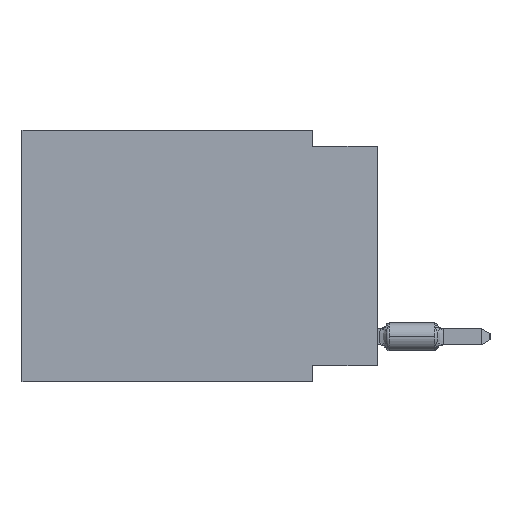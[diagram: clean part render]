
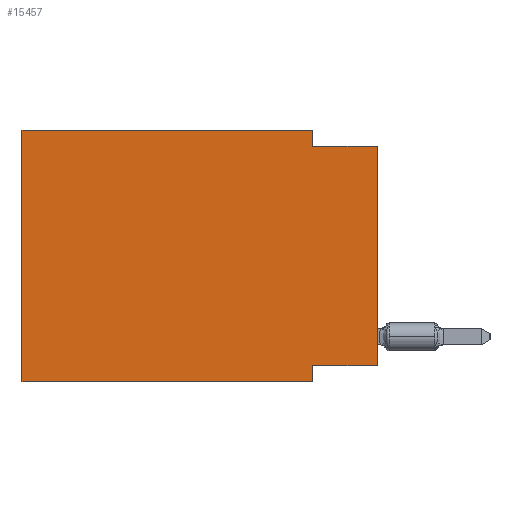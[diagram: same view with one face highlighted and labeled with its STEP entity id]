
A CAD part, left-side view. The second image highlights one B-rep face of the part: STEP entity #15457.
In plain terms, the highlighted planar face has unit normal (-1, 0, 0).
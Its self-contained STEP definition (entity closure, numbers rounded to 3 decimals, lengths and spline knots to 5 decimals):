
#184 = EDGE_CURVE ( 'NONE', #15590, #72710, #18426, .T. ) ;
#492 = DIRECTION ( 'NONE',  ( 0., 0., 1. ) ) ;
#1432 = VECTOR ( 'NONE', #38898, 39.37008 ) ;
#1747 = CARTESIAN_POINT ( 'NONE',  ( 0., 0.55, 0. ) ) ;
#1780 = EDGE_CURVE ( 'NONE', #15590, #61499, #60659, .T. ) ;
#1903 = LINE ( 'NONE', #50883, #60593 ) ;
#3622 = CARTESIAN_POINT ( 'NONE',  ( 0., 0.1, -0.39 ) ) ;
#5269 = DIRECTION ( 'NONE',  ( 0., 0., -1. ) ) ;
#7631 = VECTOR ( 'NONE', #59733, 39.37008 ) ;
#9213 = LINE ( 'NONE', #57772, #56977 ) ;
#10642 = EDGE_CURVE ( 'NONE', #20569, #71517, #35371, .T. ) ;
#11534 = VECTOR ( 'NONE', #492, 39.37008 ) ;
#11746 = CARTESIAN_POINT ( 'NONE',  ( 0., 0.55, -0.39 ) ) ;
#11895 = ORIENTED_EDGE ( 'NONE', *, *, #184, .T. ) ;
#14343 = FACE_OUTER_BOUND ( 'NONE', #27111, .T. ) ;
#15457 = ADVANCED_FACE ( 'NONE', ( #14343 ), #56187, .F. ) ;
#15590 = VERTEX_POINT ( 'NONE', #45006 ) ;
#16084 = CARTESIAN_POINT ( 'NONE',  ( 0., 0.55, 0. ) ) ;
#18426 = LINE ( 'NONE', #11746, #1432 ) ;
#19173 = LINE ( 'NONE', #80680, #7631 ) ;
#20569 = VERTEX_POINT ( 'NONE', #72015 ) ;
#22975 = VECTOR ( 'NONE', #28697, 39.37008 ) ;
#26238 = VECTOR ( 'NONE', #34729, 39.37008 ) ;
#27111 = EDGE_LOOP ( 'NONE', ( #51788, #64190, #64928, #45333, #48690, #11895, #42051, #44198 ) ) ;
#28697 = DIRECTION ( 'NONE',  ( 0., -1., 0. ) ) ;
#34729 = DIRECTION ( 'NONE',  ( 0., -1., 0. ) ) ;
#35371 = LINE ( 'NONE', #62593, #22975 ) ;
#36993 = AXIS2_PLACEMENT_3D ( 'NONE', #16084, #62882, #49496 ) ;
#38898 = DIRECTION ( 'NONE',  ( 0., -1., 0. ) ) ;
#41287 = CARTESIAN_POINT ( 'NONE',  ( 0., 0.1, 0. ) ) ;
#42051 = ORIENTED_EDGE ( 'NONE', *, *, #59797, .F. ) ;
#43497 = DIRECTION ( 'NONE',  ( 0., 1., 0. ) ) ;
#44198 = ORIENTED_EDGE ( 'NONE', *, *, #68757, .F. ) ;
#45006 = CARTESIAN_POINT ( 'NONE',  ( 0., 0.55, -0.39 ) ) ;
#45333 = ORIENTED_EDGE ( 'NONE', *, *, #73716, .F. ) ;
#46636 = VERTEX_POINT ( 'NONE', #68092 ) ;
#47151 = CARTESIAN_POINT ( 'NONE',  ( 0., 0.55, 0. ) ) ;
#48690 = ORIENTED_EDGE ( 'NONE', *, *, #1780, .F. ) ;
#49108 = CARTESIAN_POINT ( 'NONE',  ( 0., 0.1, 0. ) ) ;
#49375 = VECTOR ( 'NONE', #5269, 39.37008 ) ;
#49496 = DIRECTION ( 'NONE',  ( 0., 0., -1. ) ) ;
#49948 = CARTESIAN_POINT ( 'NONE',  ( 0., 0., -0.025 ) ) ;
#50883 = CARTESIAN_POINT ( 'NONE',  ( 0., 0., 0. ) ) ;
#51788 = ORIENTED_EDGE ( 'NONE', *, *, #64393, .T. ) ;
#56187 = PLANE ( 'NONE',  #36993 ) ;
#56977 = VECTOR ( 'NONE', #43497, 39.37008 ) ;
#57772 = CARTESIAN_POINT ( 'NONE',  ( 0., 0., -0.365 ) ) ;
#59733 = DIRECTION ( 'NONE',  ( 0., 0., -1. ) ) ;
#59797 = EDGE_CURVE ( 'NONE', #80645, #72710, #19173, .T. ) ;
#60593 = VECTOR ( 'NONE', #63823, 39.37008 ) ;
#60659 = LINE ( 'NONE', #61544, #11534 ) ;
#61499 = VERTEX_POINT ( 'NONE', #47151 ) ;
#61544 = CARTESIAN_POINT ( 'NONE',  ( 0., 0.55, 0. ) ) ;
#62593 = CARTESIAN_POINT ( 'NONE',  ( 0., 0., -0.025 ) ) ;
#62882 = DIRECTION ( 'NONE',  ( 1., 0., 0. ) ) ;
#63162 = VERTEX_POINT ( 'NONE', #49108 ) ;
#63823 = DIRECTION ( 'NONE',  ( 0., 0., 1. ) ) ;
#64190 = ORIENTED_EDGE ( 'NONE', *, *, #10642, .F. ) ;
#64393 = EDGE_CURVE ( 'NONE', #46636, #71517, #1903, .T. ) ;
#64928 = ORIENTED_EDGE ( 'NONE', *, *, #65902, .F. ) ;
#65902 = EDGE_CURVE ( 'NONE', #63162, #20569, #81893, .T. ) ;
#68092 = CARTESIAN_POINT ( 'NONE',  ( 0., 0., -0.365 ) ) ;
#68757 = EDGE_CURVE ( 'NONE', #46636, #80645, #9213, .T. ) ;
#71517 = VERTEX_POINT ( 'NONE', #49948 ) ;
#72015 = CARTESIAN_POINT ( 'NONE',  ( 0., 0.1, -0.025 ) ) ;
#72710 = VERTEX_POINT ( 'NONE', #3622 ) ;
#73716 = EDGE_CURVE ( 'NONE', #61499, #63162, #87368, .T. ) ;
#80645 = VERTEX_POINT ( 'NONE', #82303 ) ;
#80680 = CARTESIAN_POINT ( 'NONE',  ( 0., 0.1, -0.39 ) ) ;
#81893 = LINE ( 'NONE', #41287, #49375 ) ;
#82303 = CARTESIAN_POINT ( 'NONE',  ( 0., 0.1, -0.365 ) ) ;
#87368 = LINE ( 'NONE', #1747, #26238 ) ;
